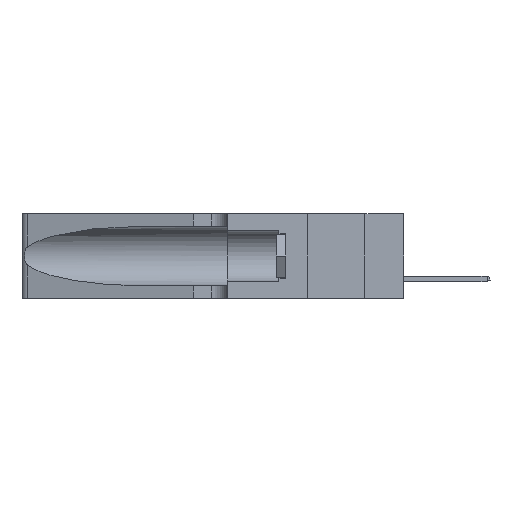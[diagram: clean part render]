
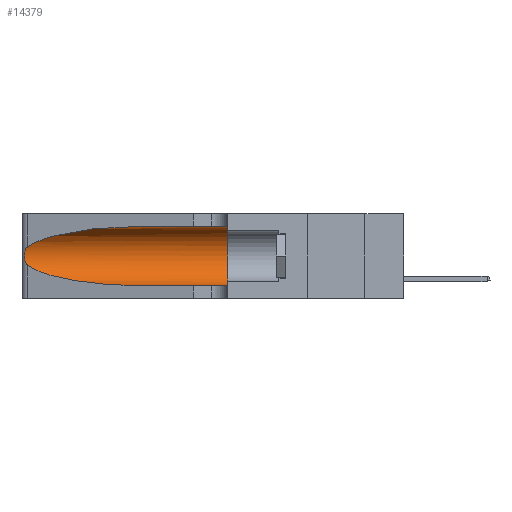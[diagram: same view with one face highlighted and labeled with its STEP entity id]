
A CAD part, left-side view. The second image highlights one B-rep face of the part: STEP entity #14379.
In plain terms, the highlighted cylindrical face has radius 3.308 mm (diameter 6.617 mm), a partial arc.
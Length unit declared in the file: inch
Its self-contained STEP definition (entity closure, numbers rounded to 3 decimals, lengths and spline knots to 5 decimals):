
#336 = VERTEX_POINT ( 'NONE', #23507 ) ;
#725 = ORIENTED_EDGE ( 'NONE', *, *, #18012, .F. ) ;
#959 = CARTESIAN_POINT ( 'NONE',  ( 0.1305, 0.35, 0.31525 ) ) ;
#1017 = CARTESIAN_POINT ( 'NONE',  ( 0.18966, 0.96281, 0.05475 ) ) ;
#1243 = VERTEX_POINT ( 'NONE', #23588 ) ;
#2076 = VECTOR ( 'NONE', #14360, 39.37008 ) ;
#2738 = CARTESIAN_POINT ( 'NONE',  ( 0.25787, 1.23484, 0.2124 ) ) ;
#3130 = ORIENTED_EDGE ( 'NONE', *, *, #25327, .T. ) ;
#3498 = CARTESIAN_POINT ( 'NONE',  ( 0.2373, 1.15595, 0.08982 ) ) ;
#4251 = CIRCLE ( 'NONE', #31696, 0.13025 ) ;
#4648 =( BOUNDED_CURVE ( )  B_SPLINE_CURVE ( 3, ( #31920, #3498, #1017, #6069 ),
 .UNSPECIFIED., .F., .T. ) 
 B_SPLINE_CURVE_WITH_KNOTS ( ( 4, 4 ),
 ( 3.44316, 4.71239 ),
 .UNSPECIFIED. ) 
 CURVE ( )  GEOMETRIC_REPRESENTATION_ITEM ( )  RATIONAL_B_SPLINE_CURVE ( ( 1., 0.87, 0.87, 1. ) ) 
 REPRESENTATION_ITEM ( '' )  );
#4870 = CARTESIAN_POINT ( 'NONE',  ( 0.25487, 1.22718, 0.22369 ) ) ;
#5850 = CARTESIAN_POINT ( 'NONE',  ( 0.1305, 0.72297, 0.05475 ) ) ;
#6069 = CARTESIAN_POINT ( 'NONE',  ( 0.1305, 0.72297, 0.05475 ) ) ;
#6490 = DIRECTION ( 'NONE',  ( 0., 0., -1. ) ) ;
#7460 = CARTESIAN_POINT ( 'NONE',  ( 0.2373, 1.15595, 0.28018 ) ) ;
#7793 = CARTESIAN_POINT ( 'NONE',  ( 0.25854, 1.2359, 0.20912 ) ) ;
#7906 = CARTESIAN_POINT ( 'NONE',  ( 0.25639, 1.23184, 0.21858 ) ) ;
#9132 = LINE ( 'NONE', #20245, #20050 ) ;
#9723 = LINE ( 'NONE', #27028, #2076 ) ;
#9833 = CARTESIAN_POINT ( 'NONE',  ( 0.18966, 0.96281, 0.31525 ) ) ;
#10063 = CARTESIAN_POINT ( 'NONE',  ( 0.25555, 1.22993, 0.14849 ) ) ;
#10277 = CARTESIAN_POINT ( 'NONE',  ( 0.1305, 0.35, 0.185 ) ) ;
#10652 = B_SPLINE_CURVE_WITH_KNOTS ( 'NONE', 3,
 ( #4870, #28362, #7906, #2738, #7793, #28468, #25804, #15134, #15460, #13010, #25899, #30497, #10063, #20445 ),
 .UNSPECIFIED., .F., .F.,
 ( 4, 2, 2, 2, 2, 2, 4 ),
 ( 0., 0.00027, 0.00053, 0.00107, 0.0016, 0.00187, 0.00214 ),
 .UNSPECIFIED. ) ;
#12826 = DIRECTION ( 'NONE',  ( 0., -1., 0. ) ) ;
#13010 = CARTESIAN_POINT ( 'NONE',  ( 0.25856, 1.23593, 0.16098 ) ) ;
#14190 = CARTESIAN_POINT ( 'NONE',  ( 0.1305, 1.61858, 0.185 ) ) ;
#14360 = DIRECTION ( 'NONE',  ( 0., -1., 0. ) ) ;
#14379 = ADVANCED_FACE ( 'NONE', ( #21428 ), #23810, .F. ) ;
#15035 = CARTESIAN_POINT ( 'NONE',  ( 0.25487, 1.22718, 0.22369 ) ) ;
#15134 = CARTESIAN_POINT ( 'NONE',  ( 0.26075, 1.23896, 0.178 ) ) ;
#15460 = CARTESIAN_POINT ( 'NONE',  ( 0.26017, 1.23833, 0.17102 ) ) ;
#15970 = VERTEX_POINT ( 'NONE', #959 ) ;
#16870 = ORIENTED_EDGE ( 'NONE', *, *, #22012, .T. ) ;
#17341 = EDGE_CURVE ( 'NONE', #1243, #15970, #9132, .T. ) ;
#18012 = EDGE_CURVE ( 'NONE', #15970, #336, #4251, .T. ) ;
#18598 = CARTESIAN_POINT ( 'NONE',  ( 0.25487, 1.22718, 0.14631 ) ) ;
#20050 = VECTOR ( 'NONE', #12826, 39.37008 ) ;
#20245 = CARTESIAN_POINT ( 'NONE',  ( 0.1305, 1.61858, 0.31525 ) ) ;
#20445 = CARTESIAN_POINT ( 'NONE',  ( 0.25487, 1.22718, 0.14631 ) ) ;
#20658 = ORIENTED_EDGE ( 'NONE', *, *, #27432, .T. ) ;
#21428 = FACE_OUTER_BOUND ( 'NONE', #23864, .T. ) ;
#22012 = EDGE_CURVE ( 'NONE', #1243, #31375, #22222, .T. ) ;
#22222 =( BOUNDED_CURVE ( )  B_SPLINE_CURVE ( 3, ( #22808, #9833, #7460, #15035 ),
 .UNSPECIFIED., .F., .F. ) 
 B_SPLINE_CURVE_WITH_KNOTS ( ( 4, 4 ),
 ( 1.5708, 2.84003 ),
 .UNSPECIFIED. ) 
 CURVE ( )  GEOMETRIC_REPRESENTATION_ITEM ( )  RATIONAL_B_SPLINE_CURVE ( ( 1., 0.87, 0.87, 1. ) ) 
 REPRESENTATION_ITEM ( '' )  );
#22808 = CARTESIAN_POINT ( 'NONE',  ( 0.1305, 0.72297, 0.31525 ) ) ;
#23507 = CARTESIAN_POINT ( 'NONE',  ( 0.1305, 0.35, 0.05475 ) ) ;
#23588 = CARTESIAN_POINT ( 'NONE',  ( 0.1305, 0.72297, 0.31525 ) ) ;
#23810 = CYLINDRICAL_SURFACE ( 'NONE', #31212, 0.13025 ) ;
#23864 = EDGE_LOOP ( 'NONE', ( #16870, #3130, #20658, #28351, #725, #28688 ) ) ;
#25327 = EDGE_CURVE ( 'NONE', #31375, #27285, #10652, .T. ) ;
#25804 = CARTESIAN_POINT ( 'NONE',  ( 0.26075, 1.23896, 0.19203 ) ) ;
#25899 = CARTESIAN_POINT ( 'NONE',  ( 0.25789, 1.23486, 0.15765 ) ) ;
#27028 = CARTESIAN_POINT ( 'NONE',  ( 0.1305, 1.61858, 0.05475 ) ) ;
#27285 = VERTEX_POINT ( 'NONE', #18598 ) ;
#27432 = EDGE_CURVE ( 'NONE', #27285, #29508, #4648, .T. ) ;
#28251 = DIRECTION ( 'NONE',  ( 0., 1., 0. ) ) ;
#28351 = ORIENTED_EDGE ( 'NONE', *, *, #31139, .T. ) ;
#28362 = CARTESIAN_POINT ( 'NONE',  ( 0.25555, 1.22994, 0.2215 ) ) ;
#28468 = CARTESIAN_POINT ( 'NONE',  ( 0.26018, 1.23835, 0.19895 ) ) ;
#28688 = ORIENTED_EDGE ( 'NONE', *, *, #17341, .F. ) ;
#29508 = VERTEX_POINT ( 'NONE', #5850 ) ;
#30497 = CARTESIAN_POINT ( 'NONE',  ( 0.25639, 1.23186, 0.15144 ) ) ;
#30652 = CARTESIAN_POINT ( 'NONE',  ( 0.25487, 1.22718, 0.22369 ) ) ;
#31139 = EDGE_CURVE ( 'NONE', #29508, #336, #9723, .T. ) ;
#31212 = AXIS2_PLACEMENT_3D ( 'NONE', #14190, #32121, #6490 ) ;
#31375 = VERTEX_POINT ( 'NONE', #30652 ) ;
#31696 = AXIS2_PLACEMENT_3D ( 'NONE', #10277, #28251, #33194 ) ;
#31920 = CARTESIAN_POINT ( 'NONE',  ( 0.25487, 1.22718, 0.14631 ) ) ;
#32121 = DIRECTION ( 'NONE',  ( 0., -1., 0. ) ) ;
#33194 = DIRECTION ( 'NONE',  ( 0., 0., 1. ) ) ;
